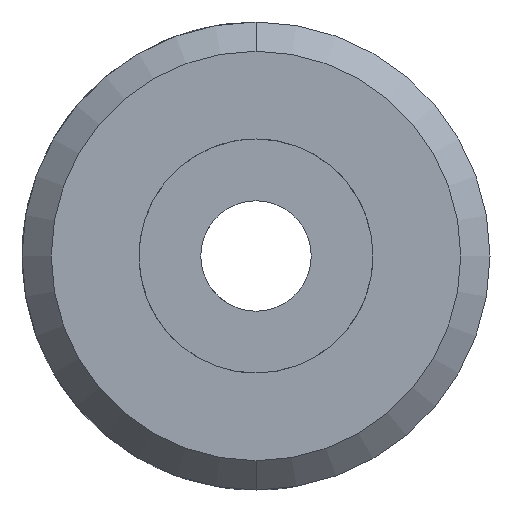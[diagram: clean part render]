
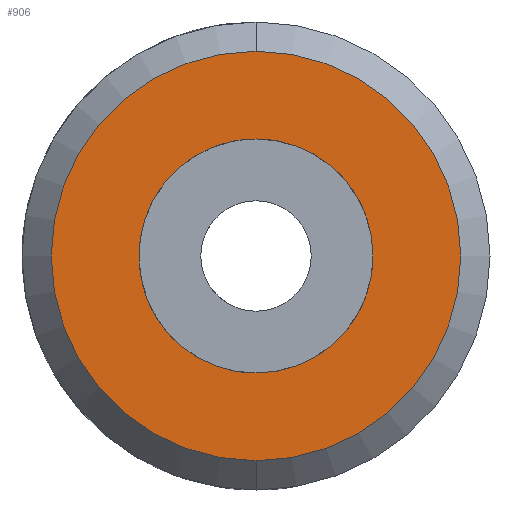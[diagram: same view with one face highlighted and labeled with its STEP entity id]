
A CAD part, front view. The second image highlights one B-rep face of the part: STEP entity #906.
In plain terms, the highlighted planar face has unit normal (0, -1, 0).
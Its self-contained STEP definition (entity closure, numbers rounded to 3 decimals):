
#384=AXIS2_PLACEMENT_3D('Circle Axis2P3D',#382,#383,$) ;
#827=AXIS2_PLACEMENT_3D('Circle Axis2P3D',#825,#826,$) ;
#840=AXIS2_PLACEMENT_3D('Plane Axis2P3D',#837,#838,#839) ;
#382=CARTESIAN_POINT('Axis2P3D Location',(0.,-21.5,0.)) ;
#386=CARTESIAN_POINT('Vertex',(0.,-21.5,11.113)) ;
#388=CARTESIAN_POINT('Vertex',(0.,-21.5,-11.113)) ;
#825=CARTESIAN_POINT('Axis2P3D Location',(0.,-21.5,0.)) ;
#837=CARTESIAN_POINT('Axis2P3D Location',(0.,-21.5,0.)) ;
#847=CARTESIAN_POINT('Control Point',(0.,-21.5,-6.35)) ;
#848=CARTESIAN_POINT('Control Point',(0.617,-21.5,-6.35)) ;
#849=CARTESIAN_POINT('Control Point',(1.234,-21.5,-6.275)) ;
#850=CARTESIAN_POINT('Control Point',(1.84,-21.5,-6.125)) ;
#851=CARTESIAN_POINT('Control Point',(3.001,-21.5,-5.681)) ;
#852=CARTESIAN_POINT('Control Point',(4.023,-21.5,-4.972)) ;
#853=CARTESIAN_POINT('Control Point',(4.488,-21.5,-4.556)) ;
#854=CARTESIAN_POINT('Control Point',(5.307,-21.5,-3.621)) ;
#855=CARTESIAN_POINT('Control Point',(5.879,-21.5,-2.517)) ;
#856=CARTESIAN_POINT('Control Point',(6.096,-21.5,-1.932)) ;
#857=CARTESIAN_POINT('Control Point',(6.384,-21.5,-0.723)) ;
#858=CARTESIAN_POINT('Control Point',(6.374,-21.5,0.521)) ;
#859=CARTESIAN_POINT('Control Point',(6.293,-21.5,1.139)) ;
#860=CARTESIAN_POINT('Control Point',(5.982,-21.5,2.343)) ;
#861=CARTESIAN_POINT('Control Point',(5.393,-21.5,3.438)) ;
#862=CARTESIAN_POINT('Control Point',(5.032,-21.5,3.947)) ;
#863=CARTESIAN_POINT('Control Point',(4.195,-21.5,4.866)) ;
#864=CARTESIAN_POINT('Control Point',(3.162,-21.5,5.559)) ;
#865=CARTESIAN_POINT('Control Point',(2.606,-21.5,5.84)) ;
#866=CARTESIAN_POINT('Control Point',(1.75,-21.5,6.149)) ;
#867=CARTESIAN_POINT('Control Point',(0.858,-21.5,6.302)) ;
#868=CARTESIAN_POINT('Control Point',(0.573,-21.5,6.334)) ;
#869=CARTESIAN_POINT('Control Point',(0.286,-21.5,6.35)) ;
#870=CARTESIAN_POINT('Control Point',(0.,-21.5,6.35)) ;
#871=CARTESIAN_POINT('Vertex',(0.,-21.5,-6.35)) ;
#873=CARTESIAN_POINT('Vertex',(0.,-21.5,6.35)) ;
#877=CARTESIAN_POINT('Control Point',(0.,-21.5,6.35)) ;
#878=CARTESIAN_POINT('Control Point',(-0.617,-21.5,6.35)) ;
#879=CARTESIAN_POINT('Control Point',(-1.234,-21.5,6.275)) ;
#880=CARTESIAN_POINT('Control Point',(-1.84,-21.5,6.125)) ;
#881=CARTESIAN_POINT('Control Point',(-3.001,-21.5,5.681)) ;
#882=CARTESIAN_POINT('Control Point',(-4.023,-21.5,4.972)) ;
#883=CARTESIAN_POINT('Control Point',(-4.488,-21.5,4.556)) ;
#884=CARTESIAN_POINT('Control Point',(-5.307,-21.5,3.621)) ;
#885=CARTESIAN_POINT('Control Point',(-5.879,-21.5,2.517)) ;
#886=CARTESIAN_POINT('Control Point',(-6.096,-21.5,1.932)) ;
#887=CARTESIAN_POINT('Control Point',(-6.384,-21.5,0.723)) ;
#888=CARTESIAN_POINT('Control Point',(-6.374,-21.5,-0.521)) ;
#889=CARTESIAN_POINT('Control Point',(-6.293,-21.5,-1.139)) ;
#890=CARTESIAN_POINT('Control Point',(-5.982,-21.5,-2.343)) ;
#891=CARTESIAN_POINT('Control Point',(-5.393,-21.5,-3.438)) ;
#892=CARTESIAN_POINT('Control Point',(-5.032,-21.5,-3.947)) ;
#893=CARTESIAN_POINT('Control Point',(-4.195,-21.5,-4.866)) ;
#894=CARTESIAN_POINT('Control Point',(-3.162,-21.5,-5.559)) ;
#895=CARTESIAN_POINT('Control Point',(-2.606,-21.5,-5.84)) ;
#896=CARTESIAN_POINT('Control Point',(-1.75,-21.5,-6.149)) ;
#897=CARTESIAN_POINT('Control Point',(-0.858,-21.5,-6.302)) ;
#898=CARTESIAN_POINT('Control Point',(-0.573,-21.5,-6.334)) ;
#899=CARTESIAN_POINT('Control Point',(-0.286,-21.5,-6.35)) ;
#900=CARTESIAN_POINT('Control Point',(0.,-21.5,-6.35)) ;
#383=DIRECTION('Axis2P3D Direction',(-0.,1.,0.)) ;
#826=DIRECTION('Axis2P3D Direction',(-0.,1.,0.)) ;
#838=DIRECTION('Axis2P3D Direction',(0.,1.,0.)) ;
#839=DIRECTION('Axis2P3D XDirection',(0.,0.,1.)) ;
#843=ORIENTED_EDGE('',*,*,#390,.F.) ;
#844=ORIENTED_EDGE('',*,*,#829,.F.) ;
#903=ORIENTED_EDGE('',*,*,#875,.F.) ;
#904=ORIENTED_EDGE('',*,*,#901,.F.) ;
#905=FACE_BOUND('',#902,.T.) ;
#906=ADVANCED_FACE('Imported1',(#845,#905),#841,.F.) ;
#846=B_SPLINE_CURVE_WITH_KNOTS('',5,(#847,#848,#849,#850,#851,#852,#853,#854,#855,#856,#857,#858,#859,#860,#861,#862,#863,#864,#865,#866,#867,#868,#869,#870),.UNSPECIFIED.,.F.,.U.,(6,3,3,3,3,3,3,6),(0.,4.365,8.729,13.094,17.458,21.823,26.188,28.212),.UNSPECIFIED.) ;
#876=B_SPLINE_CURVE_WITH_KNOTS('',5,(#877,#878,#879,#880,#881,#882,#883,#884,#885,#886,#887,#888,#889,#890,#891,#892,#893,#894,#895,#896,#897,#898,#899,#900),.UNSPECIFIED.,.F.,.U.,(6,3,3,3,3,3,3,6),(0.,4.365,8.729,13.094,17.458,21.823,26.188,28.212),.UNSPECIFIED.) ;
#385=CIRCLE('generated circle',#384,11.113) ;
#828=CIRCLE('generated circle',#827,11.113) ;
#390=EDGE_CURVE('',#387,#389,#385,.T.) ;
#829=EDGE_CURVE('',#389,#387,#828,.T.) ;
#875=EDGE_CURVE('',#872,#874,#846,.T.) ;
#901=EDGE_CURVE('',#874,#872,#876,.T.) ;
#842=EDGE_LOOP('',(#843,#844)) ;
#902=EDGE_LOOP('',(#903,#904)) ;
#845=FACE_OUTER_BOUND('',#842,.T.) ;
#841=PLANE('',#840) ;
#387=VERTEX_POINT('',#386) ;
#389=VERTEX_POINT('',#388) ;
#872=VERTEX_POINT('',#871) ;
#874=VERTEX_POINT('',#873) ;
